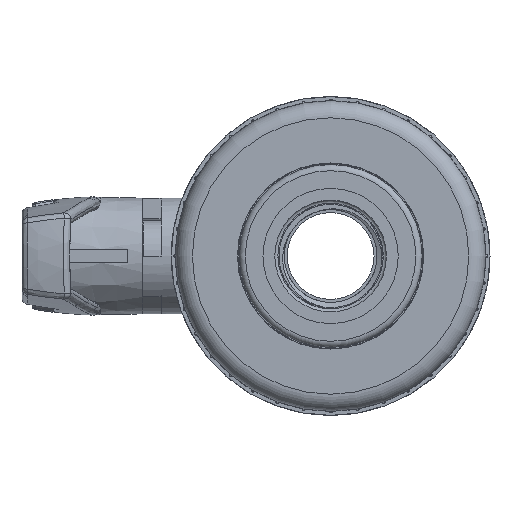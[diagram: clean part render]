
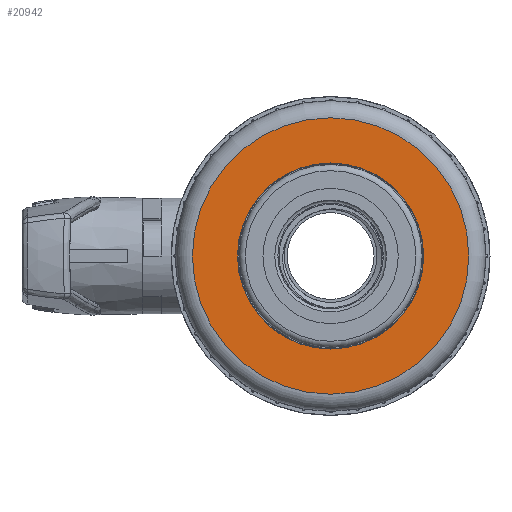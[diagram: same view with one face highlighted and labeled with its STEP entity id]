
A CAD part, left-side view. The second image highlights one B-rep face of the part: STEP entity #20942.
In plain terms, the highlighted planar face has unit normal (-1, 0, 0).
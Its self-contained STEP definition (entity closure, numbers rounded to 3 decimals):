
#1222=FACE_BOUND('',#3579,.T.);
#1508=PLANE('',#22806);
#2333=FACE_OUTER_BOUND('',#3578,.T.);
#3578=EDGE_LOOP('',(#16427));
#3579=EDGE_LOOP('',(#16428));
#7915=CIRCLE('',#22807,22.277);
#7916=CIRCLE('',#22808,15.);
#9331=VERTEX_POINT('',#49122);
#9332=VERTEX_POINT('',#49124);
#11930=EDGE_CURVE('',#9331,#9331,#7915,.T.);
#11931=EDGE_CURVE('',#9332,#9332,#7916,.T.);
#16427=ORIENTED_EDGE('',*,*,#11930,.T.);
#16428=ORIENTED_EDGE('',*,*,#11931,.T.);
#20942=ADVANCED_FACE('',(#2333,#1222),#1508,.F.);
#22806=AXIS2_PLACEMENT_3D('',#49121,#26685,#26686);
#22807=AXIS2_PLACEMENT_3D('',#49123,#26687,#26688);
#22808=AXIS2_PLACEMENT_3D('',#49125,#26689,#26690);
#26685=DIRECTION('center_axis',(1.,0.,0.));
#26686=DIRECTION('ref_axis',(0.,1.,0.));
#26687=DIRECTION('center_axis',(-1.,0.,0.));
#26688=DIRECTION('ref_axis',(0.,1.,0.));
#26689=DIRECTION('center_axis',(1.,0.,0.));
#26690=DIRECTION('ref_axis',(0.,1.,0.));
#49121=CARTESIAN_POINT('Origin',(-1157.84,23.76,0.));
#49122=CARTESIAN_POINT('',(-1157.84,-23.527,0.));
#49123=CARTESIAN_POINT('Origin',(-1157.84,-1.25,0.));
#49124=CARTESIAN_POINT('',(-1157.84,-1.25,15.));
#49125=CARTESIAN_POINT('Origin',(-1157.84,-1.25,0.));
